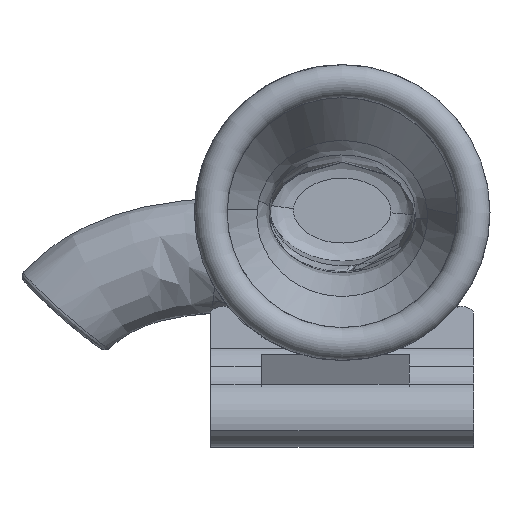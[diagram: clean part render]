
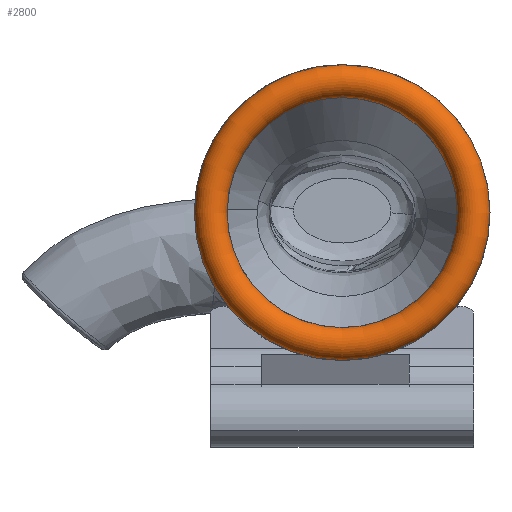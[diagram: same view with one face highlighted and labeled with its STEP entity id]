
A CAD part, left-side view. The second image highlights one B-rep face of the part: STEP entity #2800.
In plain terms, the highlighted toroidal (fillet/blend) face has major radius 8 mm and minor radius 1 mm.
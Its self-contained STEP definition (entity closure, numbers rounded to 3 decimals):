
#322=TOROIDAL_SURFACE('',#2989,8.,1.);
#329=FACE_OUTER_BOUND('',#488,.T.);
#488=EDGE_LOOP('',(#1809,#1810,#1811,#1812,#1813,#1814));
#872=CIRCLE('',#2990,7.);
#873=CIRCLE('',#2991,7.);
#874=CIRCLE('',#2992,1.);
#875=CIRCLE('',#2993,9.);
#876=CIRCLE('',#2994,9.);
#1032=VERTEX_POINT('',#5423);
#1033=VERTEX_POINT('',#5424);
#1034=VERTEX_POINT('',#5427);
#1035=VERTEX_POINT('',#5429);
#1338=EDGE_CURVE('',#1032,#1033,#872,.T.);
#1339=EDGE_CURVE('',#1033,#1032,#873,.T.);
#1340=EDGE_CURVE('',#1033,#1034,#874,.T.);
#1341=EDGE_CURVE('',#1035,#1034,#875,.T.);
#1342=EDGE_CURVE('',#1034,#1035,#876,.T.);
#1809=ORIENTED_EDGE('',*,*,#1338,.F.);
#1810=ORIENTED_EDGE('',*,*,#1339,.F.);
#1811=ORIENTED_EDGE('',*,*,#1340,.T.);
#1812=ORIENTED_EDGE('',*,*,#1341,.F.);
#1813=ORIENTED_EDGE('',*,*,#1342,.F.);
#1814=ORIENTED_EDGE('',*,*,#1340,.F.);
#2800=ADVANCED_FACE('',(#329),#322,.T.);
#2989=AXIS2_PLACEMENT_3D('',#5422,#3211,#3212);
#2990=AXIS2_PLACEMENT_3D('',#5425,#3213,#3214);
#2991=AXIS2_PLACEMENT_3D('',#5426,#3215,#3216);
#2992=AXIS2_PLACEMENT_3D('',#5428,#3217,#3218);
#2993=AXIS2_PLACEMENT_3D('',#5430,#3219,#3220);
#2994=AXIS2_PLACEMENT_3D('',#5431,#3221,#3222);
#3211=DIRECTION('center_axis',(-1.,0.,0.));
#3212=DIRECTION('ref_axis',(0.,0.,1.));
#3213=DIRECTION('center_axis',(-1.,0.,0.));
#3214=DIRECTION('ref_axis',(0.,0.,1.));
#3215=DIRECTION('center_axis',(-1.,0.,0.));
#3216=DIRECTION('ref_axis',(0.,0.,1.));
#3217=DIRECTION('center_axis',(0.,-1.,0.));
#3218=DIRECTION('ref_axis',(0.,0.,-1.));
#3219=DIRECTION('center_axis',(1.,0.,0.));
#3220=DIRECTION('ref_axis',(0.,0.,1.));
#3221=DIRECTION('center_axis',(1.,0.,0.));
#3222=DIRECTION('ref_axis',(0.,0.,1.));
#5422=CARTESIAN_POINT('Origin',(-51.,0.,4.));
#5423=CARTESIAN_POINT('',(-51.,0.,11.));
#5424=CARTESIAN_POINT('',(-51.,0.,-3.));
#5425=CARTESIAN_POINT('Origin',(-51.,0.,4.));
#5426=CARTESIAN_POINT('Origin',(-51.,0.,4.));
#5427=CARTESIAN_POINT('',(-51.,0.,-5.));
#5428=CARTESIAN_POINT('Origin',(-51.,0.,-4.));
#5429=CARTESIAN_POINT('',(-51.,0.,13.));
#5430=CARTESIAN_POINT('Origin',(-51.,0.,4.));
#5431=CARTESIAN_POINT('Origin',(-51.,0.,4.));
